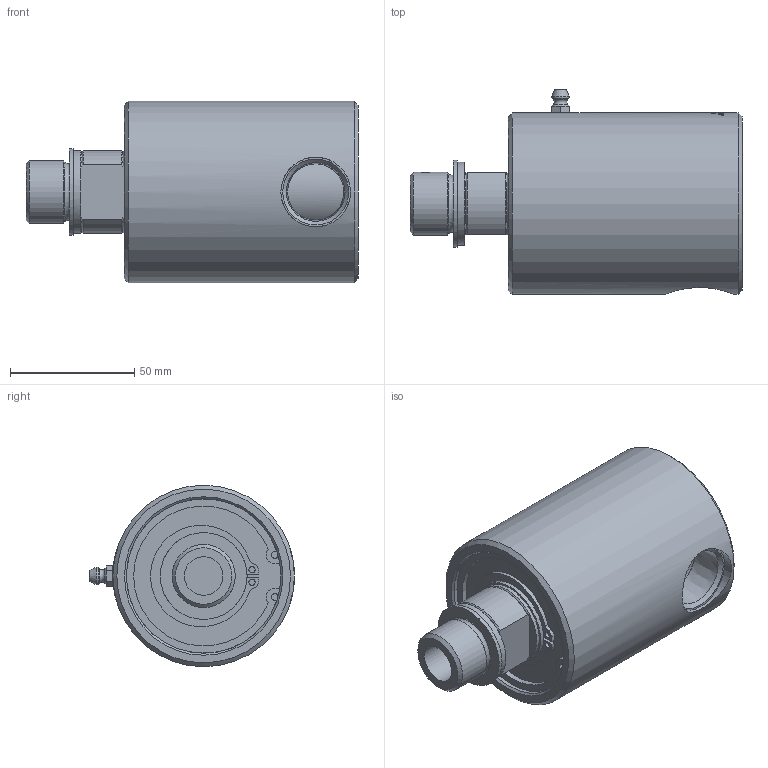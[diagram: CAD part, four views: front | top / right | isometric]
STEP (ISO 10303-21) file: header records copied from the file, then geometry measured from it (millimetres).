
FILE_DESCRIPTION(/* description */ (''),/* implementation_level */ '2;1');
FILE_NAME(/* name */ '250-095-151-IC.stp',/* time_stamp */ '2020-05-19T10:22:30-05:00',/* author */ ('GALINDOLM'),/* organization */ (''),/* preprocessor_version */ 'ST-DEVELOPER v18',/* originating_system */ 'Autodesk Inventor 2020',/* authorisation */ '');
FILE_SCHEMA (('AUTOMOTIVE_DESIGN { 1 0 10303 214 3 1 1 }'));
Products named in the file (1): 250-095-151-IC
Bounding box: 133.5 x 82.38 x 73 mm (x, y, z)
Volume: 387403.1 mm3; surface area: 41826.8 mm2
Topology: 1 solids, 1 shells, 387 faces, 1030 edges, 687 vertices
Faces by surface type: bspline 179, plane 119, cylinder 63, cone 23, torus 3
Full cylindrical faces by diameter (mm): 2.5 x2, 2.794 x2, 4.6 x1, 6.325 x1, 15.5 x1, 22.631 x1, 25.356 x1, 25.4 x1, 28 x1, 32.78 x1, 33.3 x2, 34.85 x1, 34.9 x1, 62.1 x1, 66.9 x1, 73 x1
Entity records: 50140 total; most frequent: CARTESIAN_POINT 41057, ORIENTED_EDGE 2058, DIRECTION 1492, EDGE_CURVE 1029, VERTEX_POINT 687, AXIS2_PLACEMENT_3D 553, EDGE_LOOP 432, FACE_OUTER_BOUND 387
